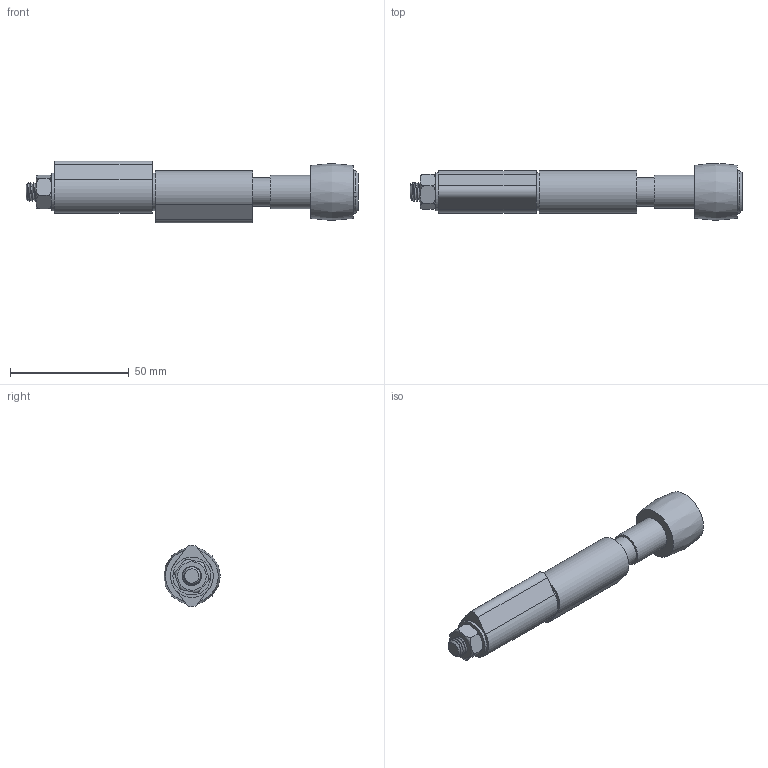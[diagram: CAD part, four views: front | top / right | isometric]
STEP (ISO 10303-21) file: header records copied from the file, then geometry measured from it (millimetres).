
FILE_DESCRIPTION((''),'2;1');
FILE_NAME('1105 SO.stp','2008-11-18T07:59:01',('Didierr'),(''),'Autodesk Inventor 2009','Autodesk Inventor 2009','');
FILE_SCHEMA(('AUTOMOTIVE_DESIGN { 1 0 10303 214 1 1 1 1 }'));
Length unit declared in the file: millimetre
Products named in the file (6): 1105 SO; 13589; 15736; 06008; 16407; 13522
Assembly tree (7 placements, depth 2):
  1105 SO
    13589
    15736  x2
    06008
    16407  x2
    13522
Bounding box: 140 x 23.9 x 25.98 mm (x, y, z)
Volume: 36464.5 mm3; surface area: 18959.4 mm2
Topology: 7 solids, 7 shells, 61 faces, 126 edges, 84 vertices
Faces by surface type: plane 34, cylinder 17, bspline 6, cone 4
Full cylindrical faces by diameter (mm): 6.5 x1, 8.2 x2, 12 x1, 12.1 x2, 14 x1, 14.3 x1, 16 x2, 18 x1, 18.5 x1
Entity records: 3870 total; most frequent: CARTESIAN_POINT 2721, DIRECTION 209, ORIENTED_EDGE 168, AXIS2_PLACEMENT_3D 92, EDGE_CURVE 84, EDGE_LOOP 76, VERTEX_POINT 64, FACE_OUTER_BOUND 49
